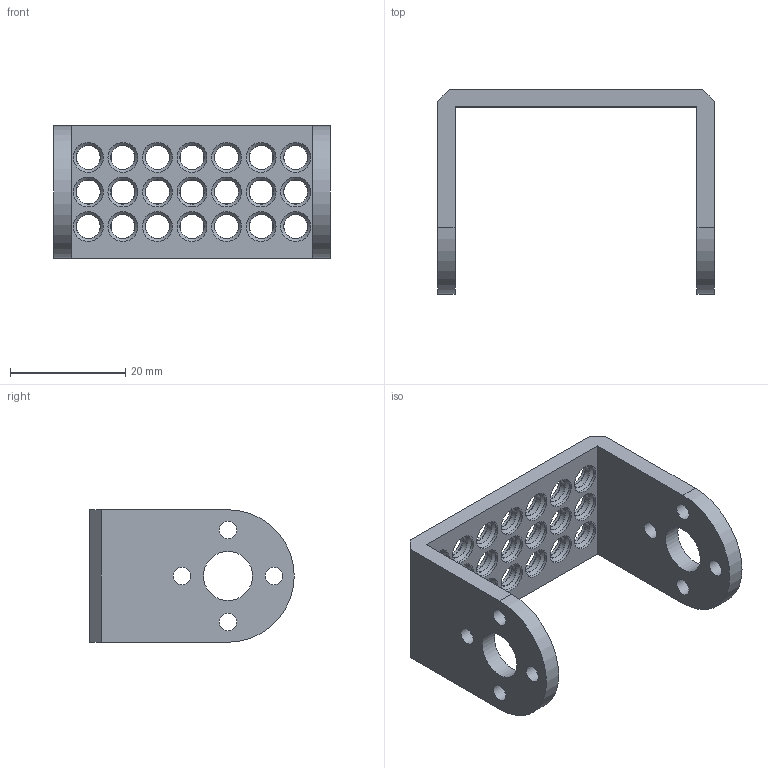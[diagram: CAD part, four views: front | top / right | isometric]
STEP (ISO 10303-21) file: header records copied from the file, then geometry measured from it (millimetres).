
FILE_DESCRIPTION(/* description */ (''),/* implementation_level */ '2;1');
FILE_NAME(/* name */ 'OlloToAX12.stp',/* time_stamp */ '2016-09-05T15:33:04-04:00',/* author */ ('Labtech'),/* organization */ (''),/* preprocessor_version */ 'ST-DEVELOPER v16.5',/* originating_system */ 'Autodesk Inventor 2017',/* authorisation */ '');
FILE_SCHEMA (('AUTOMOTIVE_DESIGN { 1 0 10303 214 3 1 1 }'));
Length unit declared in the file: millimetre
Products named in the file (1): OlloToAX12
Bounding box: 48 x 35.5 x 23 mm (x, y, z)
Volume: 5765.4 mm3; surface area: 5899.7 mm2
Topology: 1 solids, 1 shells, 169 faces, 333 edges, 208 vertices
Faces by surface type: cylinder 75, plane 52, cone 42
Full cylindrical faces by diameter (mm): 3 x8, 4.1 x21, 5.2 x42, 8.5 x2
Entity records: 3962 total; most frequent: DIRECTION 750, CARTESIAN_POINT 596, ORIENTED_EDGE 436, EDGE_LOOP 388, AXIS2_PLACEMENT_3D 362, FACE_BOUND 219, EDGE_CURVE 218, VERTEX_POINT 208
